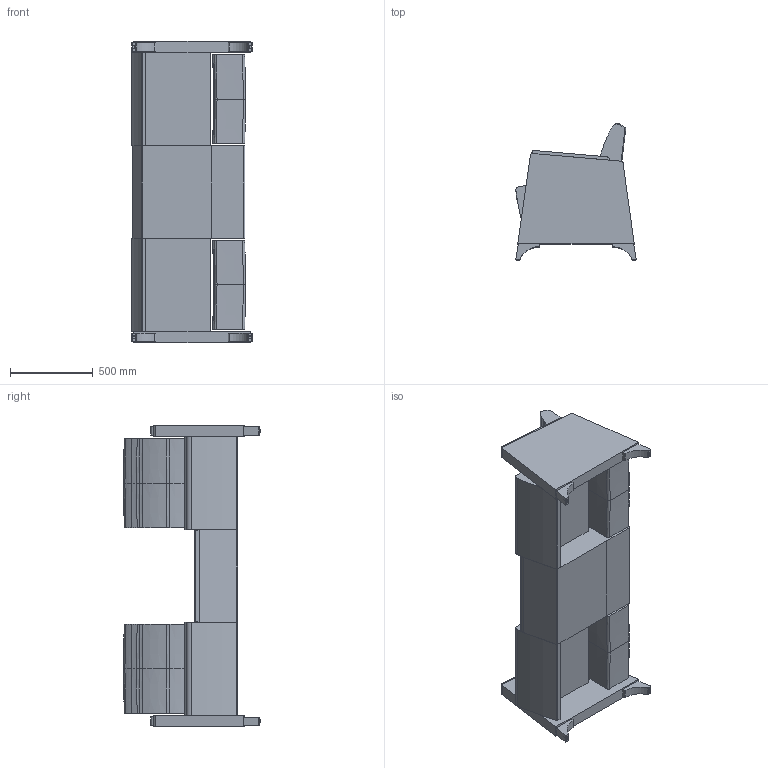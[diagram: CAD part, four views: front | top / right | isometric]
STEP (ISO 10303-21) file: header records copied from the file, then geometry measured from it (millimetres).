
FILE_DESCRIPTION(/* description */ (''),/* implementation_level */ '2;1');
FILE_NAME(/* name */ 'KAU20TJ (SYMBOL).stp',/* time_stamp */ '2017-03-17T13:12:58-04:00',/* author */ ('emerkel'),/* organization */ (''),/* preprocessor_version */ 'ST-DEVELOPER v16.5',/* originating_system */ 'Autodesk Inventor 2017',/* authorisation */ '');
FILE_SCHEMA (('AUTOMOTIVE_DESIGN { 1 0 10303 214 3 1 1 }'));
Length unit declared in the file: inch
Products named in the file (11): KAU20TU-W (SYMBOL); KAD UPH ARM; CM10B MAC FLAT2; LEG WBO SQ 2-4 (generic); LEG WBO SQ 2-4 (generic)_1; GLIDE W11-16; KDIT GENERIC; KD UBASE; KDI TOP GENERIC; KOU10 NEW BACK; KOU10 SEAT
Assembly tree (17 placements, depth 3):
  KAU20TU-W (SYMBOL)
    KAD UPH ARM  x2
    CM10B MAC FLAT2  x2
    LEG WBO SQ 2-4 (generic)  x4
      LEG WBO SQ 2-4 (generic)_1
      GLIDE W11-16
    KDIT GENERIC
      KD UBASE
      KDI TOP GENERIC
    KOU10 NEW BACK  x2
    KOU10 SEAT  x2
Bounding box: 729.47 x 827.42 x 1829.05 mm (x, y, z)
Volume: 329359571.6 mm3; surface area: 8112070.1 mm2
Topology: 22 solids, 22 shells, 328 faces, 728 edges, 444 vertices
Faces by surface type: plane 99, bspline 90, cylinder 71, cone 60, torus 4, sphere 4
Full cylindrical faces by diameter (mm): 5.842 x8, 8.509 x4, 9.525 x4, 18.263 x4, 19.05 x4
Entity records: 4824 total; most frequent: CARTESIAN_POINT 1564, DIRECTION 626, ORIENTED_EDGE 584, EDGE_CURVE 291, AXIS2_PLACEMENT_3D 262, VERTEX_POINT 190, EDGE_LOOP 166, FACE_OUTER_BOUND 141
